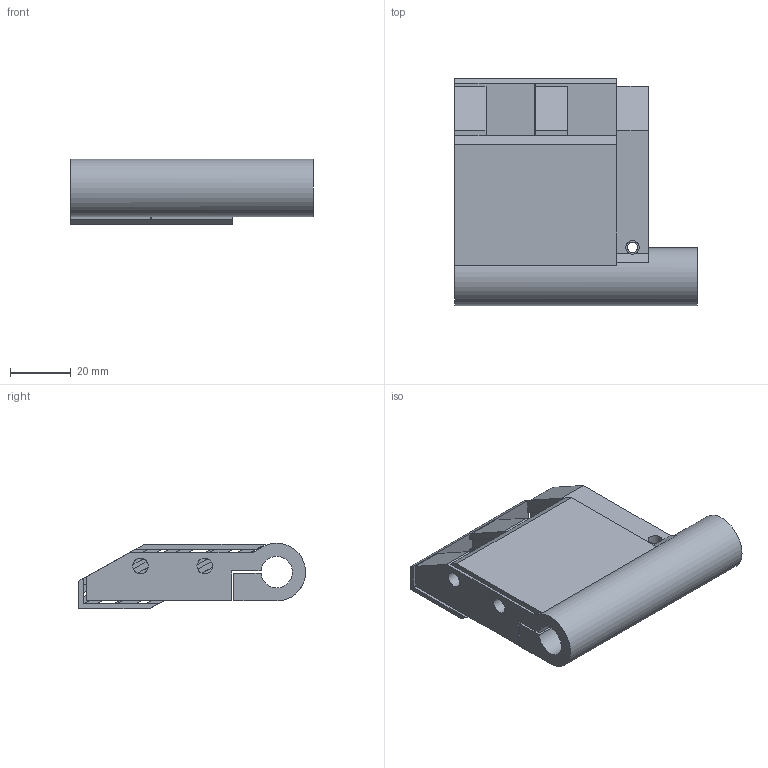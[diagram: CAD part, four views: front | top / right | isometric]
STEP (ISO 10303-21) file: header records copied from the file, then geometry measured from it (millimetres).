
FILE_DESCRIPTION(('FreeCAD Model'),'2;1');
FILE_NAME('Open CASCADE Shape Model','2024-04-09T19:59:31',(''),(''), 'Open CASCADE STEP processor 7.6','FreeCAD','Unknown');
FILE_SCHEMA(('AUTOMOTIVE_DESIGN { 1 0 10303 214 1 1 1 1 }'));
Length unit declared in the file: millimetre
Products named in the file (3): Claw_Mount; Claw_Mount-Body; Support-Body
Assembly tree (2 placements, depth 2):
  Claw_Mount
    Claw_Mount-Body
    Support-Body
Bounding box: 80 x 74.95 x 21.6 mm (x, y, z)
Volume: 52104.2 mm3; surface area: 30593.3 mm2
Topology: 2 solids, 2 shells, 106 faces, 298 edges, 193 vertices
Faces by surface type: plane 84, cylinder 22
Full cylindrical faces by diameter (mm): 3.4 x4, 4.5 x2, 5.2 x4, 6.1 x2
Entity records: 7632 total; most frequent: CARTESIAN_POINT 1582, DIRECTION 1130, LINE 756, VECTOR 756, ORIENTED_EDGE 596, PCURVE 596, DEFINITIONAL_REPRESENTATION 596, EDGE_CURVE 298
